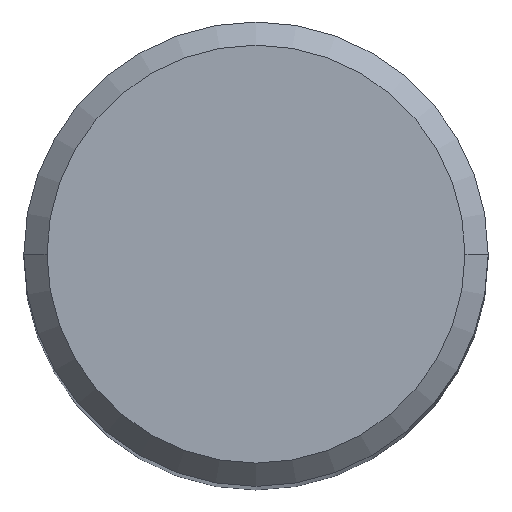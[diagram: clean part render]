
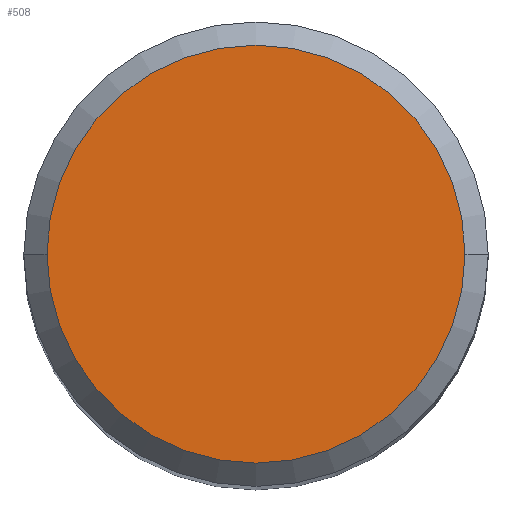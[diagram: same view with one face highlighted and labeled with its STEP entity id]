
A CAD part, top view. The second image highlights one B-rep face of the part: STEP entity #508.
In plain terms, the highlighted planar face has unit normal (0, 0, 1).
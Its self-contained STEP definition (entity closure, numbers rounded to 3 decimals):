
#231=CARTESIAN_POINT('',(0.,0.,36.));
#232=DIRECTION('',(0.,0.,1.));
#233=DIRECTION('',(-1.,0.,0.));
#234=AXIS2_PLACEMENT_3D('',#231,#232,#233);
#239=CARTESIAN_POINT('',(0.,0.,36.));
#240=DIRECTION('',(0.,0.,1.));
#241=DIRECTION('',(1.,0.,0.));
#242=AXIS2_PLACEMENT_3D('',#239,#240,#241);
#298=CARTESIAN_POINT('',(-3.6,0.,36.));
#299=CARTESIAN_POINT('',(3.6,0.,36.));
#300=VERTEX_POINT('',#298);
#301=VERTEX_POINT('',#299);
#498=CARTESIAN_POINT('',(0.,0.,36.));
#499=DIRECTION('',(0.,0.,1.));
#500=DIRECTION('',(-1.,0.,0.));
#501=AXIS2_PLACEMENT_3D('',#498,#499,#500);
#502=PLANE('',#501);
#504=ORIENTED_EDGE('',*,*,#503,.F.);
#505=ORIENTED_EDGE('',*,*,#488,.F.);
#506=EDGE_LOOP('',(#504,#505));
#507=FACE_OUTER_BOUND('',#506,.F.);
#235=CIRCLE('',#234,3.6);
#243=CIRCLE('',#242,3.6);
#488=EDGE_CURVE('',#301,#300,#243,.T.);
#503=EDGE_CURVE('',#300,#301,#235,.T.);
#508=ADVANCED_FACE('',(#507),#502,.T.);
